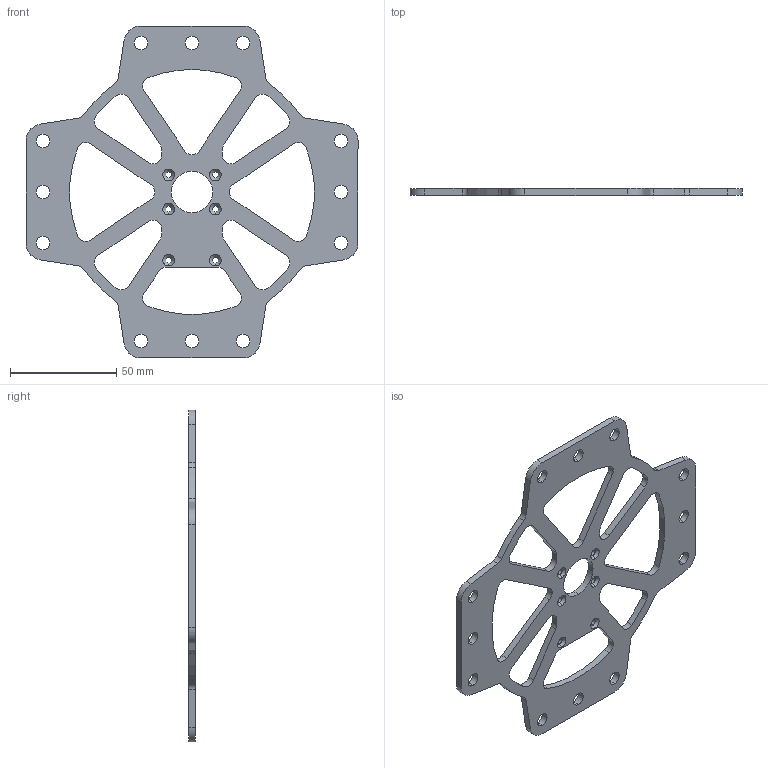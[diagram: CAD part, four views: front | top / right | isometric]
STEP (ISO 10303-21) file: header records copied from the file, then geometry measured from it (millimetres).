
FILE_DESCRIPTION (( 'STEP AP214' ), '1' );
FILE_NAME ('J1_Mount.STEP', '2024-01-07T20:06:28', ( '' ), ( '' ), 'SwSTEP 2.0', 'SolidWorks 2022', '' );
FILE_SCHEMA (( 'AUTOMOTIVE_DESIGN' ));
Length unit declared in the file: millimetre
Products named in the file (1): J1_Mount
Bounding box: 156 x 3.17 x 156 mm (x, y, z)
Volume: 31733.8 mm3; surface area: 25667.4 mm2
Topology: 1 solids, 1 shells, 147 faces, 423 edges, 278 vertices
Faces by surface type: cylinder 100, plane 35, cone 12
Entity records: 5055 total; most frequent: DIRECTION 931, CARTESIAN_POINT 849, ORIENTED_EDGE 846, EDGE_CURVE 423, AXIS2_PLACEMENT_3D 360, VERTEX_POINT 278, CIRCLE 212, LINE 211
